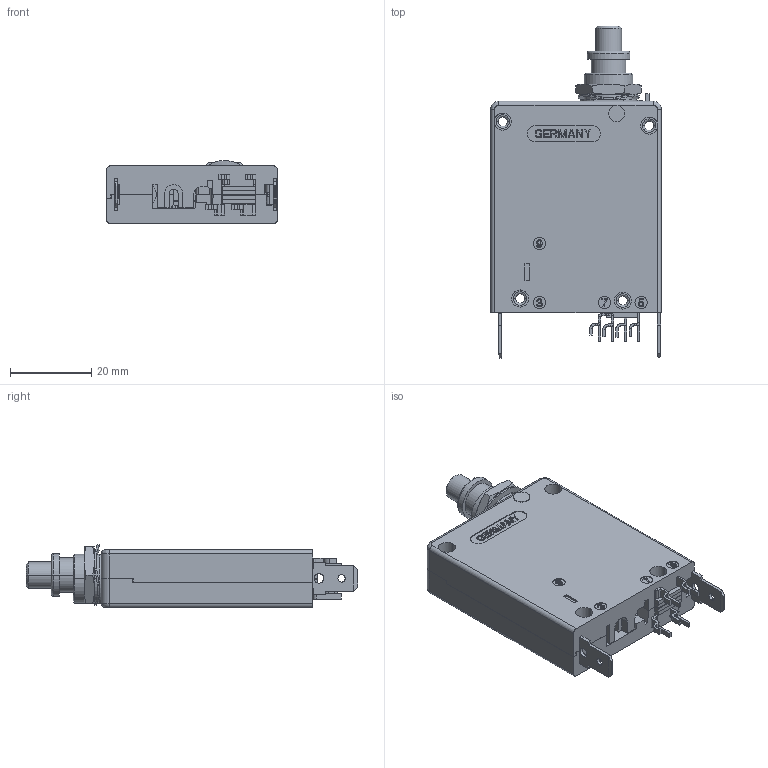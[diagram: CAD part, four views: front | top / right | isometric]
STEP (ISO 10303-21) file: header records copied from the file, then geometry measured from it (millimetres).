
FILE_DESCRIPTION((''),'2;1');
FILE_NAME('DUMMY-3400-P10-H-SI_SW0001','2016-05-12T',('fwinkler'),(''),'PRO/ENGINEER BY PARAMETRIC TECHNOLOGY CORPORATION, 2014200','PRO/ENGINEER BY PARAMETRIC TECHNOLOGY CORPORATION, 2014200','');
FILE_SCHEMA(('AUTOMOTIVE_DESIGN { 1 0 10303 214 1 1 1 1 }'));
Length unit declared in the file: millimetre
Products named in the file (1): DUMMY-3400-P10-H-SI_SW0001
Bounding box: 42 x 81.6 x 15.47 mm (x, y, z)
Surface area: 19069.6 mm2 (no closed solid volume)
Topology: 0 solids, 33 shells, 1244 faces, 3620 edges, 2392 vertices
Faces by surface type: plane 861, cylinder 250, extrusion 65, cone 33, torus 24, bspline 6, sphere 5
Entity records: 49344 total; most frequent: CARTESIAN_POINT 9196, ORIENTED_EDGE 6578, DIRECTION 6472, EDGE_CURVE 3616, VECTOR 2832, LINE 2767, VERTEX_POINT 2392, AXIS2_PLACEMENT_3D 1820
